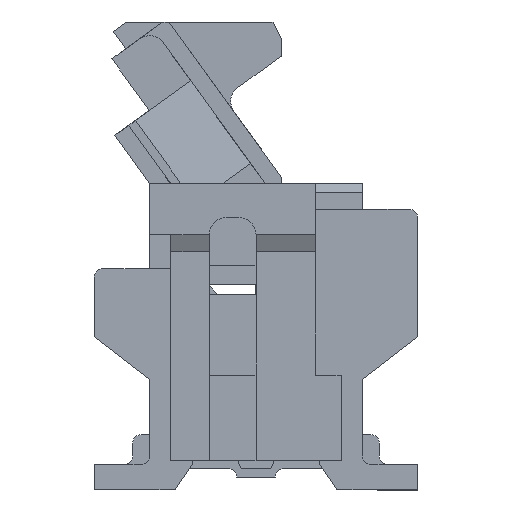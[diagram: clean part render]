
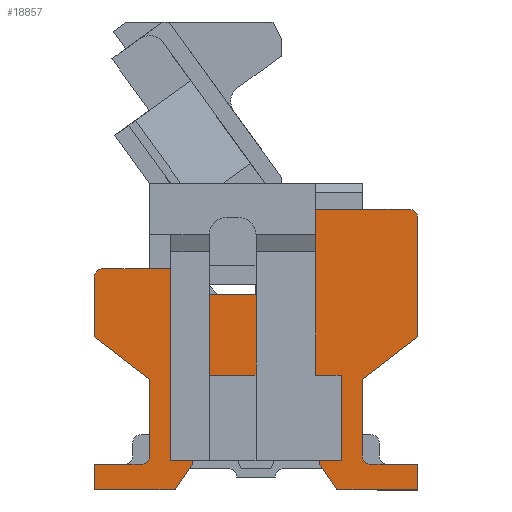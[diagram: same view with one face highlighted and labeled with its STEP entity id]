
A CAD part, left-side view. The second image highlights one B-rep face of the part: STEP entity #18857.
In plain terms, the highlighted face is planar.
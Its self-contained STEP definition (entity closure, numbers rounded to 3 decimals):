
#594=CIRCLE('',#20177,0.1);
#595=CIRCLE('',#20183,0.1);
#596=CIRCLE('',#20185,0.1);
#598=CIRCLE('',#20188,0.1);
#599=CIRCLE('',#20189,0.1);
#600=CIRCLE('',#20190,0.1);
#601=CIRCLE('',#20191,0.1);
#1849=FACE_OUTER_BOUND('',#2769,.T.);
#2769=EDGE_LOOP('',(#16543,#16544,#16545,#16546,#16547,#16548,#16549,#16550,
#16551,#16552,#16553,#16554,#16555,#16556,#16557,#16558,#16559,#16560,#16561,
#16562,#16563,#16564,#16565,#16566,#16567,#16568,#16569,#16570,#16571,#16572,
#16573,#16574,#16575));
#3811=LINE('',#27321,#6094);
#4705=LINE('',#29392,#6988);
#4978=LINE('',#30163,#7261);
#4980=LINE('',#30167,#7263);
#4982=LINE('',#30172,#7265);
#4985=LINE('',#30177,#7268);
#5028=LINE('',#30234,#7311);
#5033=LINE('',#30250,#7316);
#5034=LINE('',#30254,#7317);
#5035=LINE('',#30258,#7318);
#5036=LINE('',#30259,#7319);
#5037=LINE('',#30263,#7320);
#5038=LINE('',#30265,#7321);
#5039=LINE('',#30267,#7322);
#5040=LINE('',#30269,#7323);
#5041=LINE('',#30271,#7324);
#5042=LINE('',#30273,#7325);
#5043=LINE('',#30275,#7326);
#5044=LINE('',#30277,#7327);
#5045=LINE('',#30279,#7328);
#5046=LINE('',#30281,#7329);
#5047=LINE('',#30283,#7330);
#5048=LINE('',#30285,#7331);
#5049=LINE('',#30287,#7332);
#5050=LINE('',#30289,#7333);
#5051=LINE('',#30291,#7334);
#6094=VECTOR('',#21997,1.);
#6988=VECTOR('',#23799,1.);
#7261=VECTOR('',#24684,1.);
#7263=VECTOR('',#24688,1.);
#7265=VECTOR('',#24692,1.);
#7268=VECTOR('',#24697,1.);
#7311=VECTOR('',#24750,1.);
#7316=VECTOR('',#24769,1.);
#7317=VECTOR('',#24772,1.);
#7318=VECTOR('',#24775,1.);
#7319=VECTOR('',#24776,1.);
#7320=VECTOR('',#24779,1.);
#7321=VECTOR('',#24780,1.);
#7322=VECTOR('',#24781,1.);
#7323=VECTOR('',#24782,1.);
#7324=VECTOR('',#24783,1.);
#7325=VECTOR('',#24784,1.);
#7326=VECTOR('',#24785,1.);
#7327=VECTOR('',#24786,1.);
#7328=VECTOR('',#24787,1.);
#7329=VECTOR('',#24788,1.);
#7330=VECTOR('',#24789,1.);
#7331=VECTOR('',#24790,1.);
#7332=VECTOR('',#24791,1.);
#7333=VECTOR('',#24792,1.);
#7334=VECTOR('',#24793,1.);
#8250=VERTEX_POINT('',#27318);
#8251=VERTEX_POINT('',#27320);
#8971=VERTEX_POINT('',#29384);
#8974=VERTEX_POINT('',#29390);
#9166=VERTEX_POINT('',#30161);
#9167=VERTEX_POINT('',#30165);
#9168=VERTEX_POINT('',#30169);
#9169=VERTEX_POINT('',#30171);
#9170=VERTEX_POINT('',#30175);
#9178=VERTEX_POINT('',#30231);
#9179=VERTEX_POINT('',#30233);
#9182=VERTEX_POINT('',#30244);
#9183=VERTEX_POINT('',#30249);
#9184=VERTEX_POINT('',#30251);
#9185=VERTEX_POINT('',#30253);
#9186=VERTEX_POINT('',#30255);
#9187=VERTEX_POINT('',#30257);
#9188=VERTEX_POINT('',#30260);
#9189=VERTEX_POINT('',#30262);
#9190=VERTEX_POINT('',#30264);
#9191=VERTEX_POINT('',#30266);
#9192=VERTEX_POINT('',#30268);
#9193=VERTEX_POINT('',#30270);
#9194=VERTEX_POINT('',#30272);
#9195=VERTEX_POINT('',#30274);
#9196=VERTEX_POINT('',#30276);
#9197=VERTEX_POINT('',#30278);
#9198=VERTEX_POINT('',#30280);
#9199=VERTEX_POINT('',#30282);
#9200=VERTEX_POINT('',#30284);
#9201=VERTEX_POINT('',#30286);
#9202=VERTEX_POINT('',#30288);
#9203=VERTEX_POINT('',#30290);
#10271=EDGE_CURVE('',#8251,#8250,#3811,.T.);
#11317=EDGE_CURVE('',#8974,#8971,#4705,.T.);
#11712=EDGE_CURVE('',#8250,#9166,#4978,.T.);
#11714=EDGE_CURVE('',#9166,#9167,#4980,.T.);
#11716=EDGE_CURVE('',#9168,#9169,#4982,.T.);
#11719=EDGE_CURVE('',#9169,#9170,#4985,.T.);
#11720=EDGE_CURVE('',#9167,#9170,#594,.T.);
#11763=EDGE_CURVE('',#9178,#9179,#5028,.T.);
#11767=EDGE_CURVE('',#8971,#9168,#595,.T.);
#11769=EDGE_CURVE('',#9182,#8974,#596,.T.);
#11771=EDGE_CURVE('',#9182,#9183,#5033,.T.);
#11772=EDGE_CURVE('',#9183,#9184,#598,.T.);
#11773=EDGE_CURVE('',#9185,#9184,#5034,.T.);
#11774=EDGE_CURVE('',#9185,#9186,#599,.T.);
#11775=EDGE_CURVE('',#9187,#9186,#5035,.T.);
#11776=EDGE_CURVE('',#9179,#9187,#5036,.T.);
#11777=EDGE_CURVE('',#9178,#9188,#600,.T.);
#11778=EDGE_CURVE('',#9188,#9189,#5037,.T.);
#11779=EDGE_CURVE('',#9190,#9189,#5038,.T.);
#11780=EDGE_CURVE('',#9191,#9190,#5039,.T.);
#11781=EDGE_CURVE('',#9191,#9192,#5040,.T.);
#11782=EDGE_CURVE('',#9192,#9193,#5041,.T.);
#11783=EDGE_CURVE('',#9194,#9193,#5042,.T.);
#11784=EDGE_CURVE('',#9194,#9195,#5043,.T.);
#11785=EDGE_CURVE('',#9195,#9196,#5044,.T.);
#11786=EDGE_CURVE('',#9196,#9197,#5045,.T.);
#11787=EDGE_CURVE('',#9198,#9197,#5046,.T.);
#11788=EDGE_CURVE('',#9199,#9198,#5047,.T.);
#11789=EDGE_CURVE('',#9200,#9199,#5048,.T.);
#11790=EDGE_CURVE('',#9200,#9201,#5049,.T.);
#11791=EDGE_CURVE('',#9201,#9202,#5050,.T.);
#11792=EDGE_CURVE('',#9203,#9202,#5051,.T.);
#11793=EDGE_CURVE('',#8251,#9203,#601,.T.);
#16543=ORIENTED_EDGE('',*,*,#11712,.T.);
#16544=ORIENTED_EDGE('',*,*,#11714,.T.);
#16545=ORIENTED_EDGE('',*,*,#11720,.T.);
#16546=ORIENTED_EDGE('',*,*,#11719,.F.);
#16547=ORIENTED_EDGE('',*,*,#11716,.F.);
#16548=ORIENTED_EDGE('',*,*,#11767,.F.);
#16549=ORIENTED_EDGE('',*,*,#11317,.F.);
#16550=ORIENTED_EDGE('',*,*,#11769,.F.);
#16551=ORIENTED_EDGE('',*,*,#11771,.T.);
#16552=ORIENTED_EDGE('',*,*,#11772,.T.);
#16553=ORIENTED_EDGE('',*,*,#11773,.F.);
#16554=ORIENTED_EDGE('',*,*,#11774,.T.);
#16555=ORIENTED_EDGE('',*,*,#11775,.F.);
#16556=ORIENTED_EDGE('',*,*,#11776,.F.);
#16557=ORIENTED_EDGE('',*,*,#11763,.F.);
#16558=ORIENTED_EDGE('',*,*,#11777,.T.);
#16559=ORIENTED_EDGE('',*,*,#11778,.T.);
#16560=ORIENTED_EDGE('',*,*,#11779,.F.);
#16561=ORIENTED_EDGE('',*,*,#11780,.F.);
#16562=ORIENTED_EDGE('',*,*,#11781,.T.);
#16563=ORIENTED_EDGE('',*,*,#11782,.T.);
#16564=ORIENTED_EDGE('',*,*,#11783,.F.);
#16565=ORIENTED_EDGE('',*,*,#11784,.T.);
#16566=ORIENTED_EDGE('',*,*,#11785,.T.);
#16567=ORIENTED_EDGE('',*,*,#11786,.T.);
#16568=ORIENTED_EDGE('',*,*,#11787,.F.);
#16569=ORIENTED_EDGE('',*,*,#11788,.F.);
#16570=ORIENTED_EDGE('',*,*,#11789,.F.);
#16571=ORIENTED_EDGE('',*,*,#11790,.T.);
#16572=ORIENTED_EDGE('',*,*,#11791,.T.);
#16573=ORIENTED_EDGE('',*,*,#11792,.F.);
#16574=ORIENTED_EDGE('',*,*,#11793,.F.);
#16575=ORIENTED_EDGE('',*,*,#10271,.T.);
#17975=PLANE('',#20187);
#18857=ADVANCED_FACE('',(#1849),#17975,.T.);
#20177=AXIS2_PLACEMENT_3D('',#30179,#24700,#24701);
#20183=AXIS2_PLACEMENT_3D('',#30241,#24758,#24759);
#20185=AXIS2_PLACEMENT_3D('',#30246,#24763,#24764);
#20187=AXIS2_PLACEMENT_3D('',#30248,#24767,#24768);
#20188=AXIS2_PLACEMENT_3D('',#30252,#24770,#24771);
#20189=AXIS2_PLACEMENT_3D('',#30256,#24773,#24774);
#20190=AXIS2_PLACEMENT_3D('',#30261,#24777,#24778);
#20191=AXIS2_PLACEMENT_3D('',#30292,#24794,#24795);
#21997=DIRECTION('',(0.,1.,0.));
#23799=DIRECTION('',(-1.,0.,0.));
#24684=DIRECTION('',(-0.793,0.61,0.));
#24688=DIRECTION('',(0.,1.,0.));
#24692=DIRECTION('',(0.,1.,0.));
#24697=DIRECTION('',(-1.,0.,0.));
#24700=DIRECTION('center_axis',(0.,0.,-1.));
#24701=DIRECTION('ref_axis',(-1.,0.,0.));
#24750=DIRECTION('',(0.,1.,0.));
#24758=DIRECTION('center_axis',(0.,0.,-1.));
#24759=DIRECTION('ref_axis',(-1.,0.,0.));
#24763=DIRECTION('center_axis',(0.,0.,-1.));
#24764=DIRECTION('ref_axis',(-1.,0.,0.));
#24767=DIRECTION('center_axis',(0.,0.,-1.));
#24768=DIRECTION('ref_axis',(-1.,0.,0.));
#24769=DIRECTION('',(0.,1.,0.));
#24770=DIRECTION('center_axis',(0.,0.,-1.));
#24771=DIRECTION('ref_axis',(-1.,0.,0.));
#24772=DIRECTION('',(-1.,0.,0.));
#24773=DIRECTION('center_axis',(0.,0.,-1.));
#24774=DIRECTION('ref_axis',(-1.,0.,0.));
#24775=DIRECTION('',(0.,1.,0.));
#24776=DIRECTION('',(0.793,0.61,0.));
#24777=DIRECTION('center_axis',(0.,0.,1.));
#24778=DIRECTION('ref_axis',(1.,0.,0.));
#24779=DIRECTION('',(1.,0.,0.));
#24780=DIRECTION('',(0.,1.,0.));
#24781=DIRECTION('',(1.,0.,0.));
#24782=DIRECTION('',(-0.555,0.832,0.));
#24783=DIRECTION('',(0.,1.,0.));
#24784=DIRECTION('',(-1.,0.,0.));
#24785=DIRECTION('',(0.,1.,0.));
#24786=DIRECTION('',(-1.,0.,0.));
#24787=DIRECTION('',(0.,-1.,0.));
#24788=DIRECTION('',(-1.,0.,0.));
#24789=DIRECTION('',(0.,1.,0.));
#24790=DIRECTION('',(0.555,0.832,0.));
#24791=DIRECTION('',(-1.,0.,0.));
#24792=DIRECTION('',(0.,1.,0.));
#24793=DIRECTION('',(-1.,0.,0.));
#24794=DIRECTION('center_axis',(0.,0.,-1.));
#24795=DIRECTION('ref_axis',(-1.,0.,0.));
#27318=CARTESIAN_POINT('',(-2.25,0.65,-9.71));
#27320=CARTESIAN_POINT('',(-2.25,-0.25,-9.71));
#27321=CARTESIAN_POINT('',(-2.25,-0.3,-9.71));
#29384=CARTESIAN_POINT('',(-1.35,1.65,-9.71));
#29390=CARTESIAN_POINT('',(-0.3,1.65,-9.71));
#29392=CARTESIAN_POINT('',(-0.3,1.65,-9.71));
#30161=CARTESIAN_POINT('',(-2.9,1.15,-9.71));
#30163=CARTESIAN_POINT('',(-2.25,0.65,-9.71));
#30165=CARTESIAN_POINT('',(-2.9,2.55,-9.71));
#30167=CARTESIAN_POINT('',(-2.9,-0.3,-9.71));
#30169=CARTESIAN_POINT('',(-1.45,1.75,-9.71));
#30171=CARTESIAN_POINT('',(-1.45,2.65,-9.71));
#30172=CARTESIAN_POINT('',(-1.45,-0.3,-9.71));
#30175=CARTESIAN_POINT('',(-2.8,2.65,-9.71));
#30177=CARTESIAN_POINT('',(-0.3,2.65,-9.71));
#30179=CARTESIAN_POINT('Origin',(-2.8,2.55,-9.71));
#30231=CARTESIAN_POINT('',(0.25,-0.25,-9.71));
#30233=CARTESIAN_POINT('',(0.25,0.65,-9.71));
#30234=CARTESIAN_POINT('',(0.25,-0.3,-9.71));
#30241=CARTESIAN_POINT('Origin',(-1.35,1.75,-9.71));
#30244=CARTESIAN_POINT('',(-0.2,1.75,-9.71));
#30246=CARTESIAN_POINT('Origin',(-0.3,1.75,-9.71));
#30248=CARTESIAN_POINT('Origin',(0.48,1.508,-9.71));
#30249=CARTESIAN_POINT('',(-0.2,1.85,-9.71));
#30250=CARTESIAN_POINT('',(-0.2,-0.3,-9.71));
#30251=CARTESIAN_POINT('',(-0.1,1.95,-9.71));
#30252=CARTESIAN_POINT('Origin',(-0.1,1.85,-9.71));
#30253=CARTESIAN_POINT('',(0.8,1.95,-9.71));
#30254=CARTESIAN_POINT('',(-0.3,1.95,-9.71));
#30255=CARTESIAN_POINT('',(0.9,1.85,-9.71));
#30256=CARTESIAN_POINT('Origin',(0.8,1.85,-9.71));
#30257=CARTESIAN_POINT('',(0.9,1.15,-9.71));
#30258=CARTESIAN_POINT('',(0.9,-0.3,-9.71));
#30259=CARTESIAN_POINT('',(0.25,0.65,-9.71));
#30260=CARTESIAN_POINT('',(0.35,-0.35,-9.71));
#30261=CARTESIAN_POINT('Origin',(0.35,-0.25,-9.71));
#30262=CARTESIAN_POINT('',(0.9,-0.35,-9.71));
#30263=CARTESIAN_POINT('',(-1.7,-0.35,-9.71));
#30264=CARTESIAN_POINT('',(0.9,-0.65,-9.71));
#30265=CARTESIAN_POINT('',(0.9,-0.3,-9.71));
#30266=CARTESIAN_POINT('',(-0.05,-0.65,-9.71));
#30267=CARTESIAN_POINT('',(-1.7,-0.65,-9.71));
#30268=CARTESIAN_POINT('',(-0.25,-0.35,-9.71));
#30269=CARTESIAN_POINT('',(-0.05,-0.65,-9.71));
#30270=CARTESIAN_POINT('',(-0.25,-0.3,-9.71));
#30271=CARTESIAN_POINT('',(-0.25,-0.3,-9.71));
#30272=CARTESIAN_POINT('',(0.,-0.3,-9.71));
#30273=CARTESIAN_POINT('',(-1.634,-0.3,-9.71));
#30274=CARTESIAN_POINT('',(0.,0.7,-9.71));
#30275=CARTESIAN_POINT('',(0.,0.354,-9.71));
#30276=CARTESIAN_POINT('',(-2.,0.7,-9.71));
#30277=CARTESIAN_POINT('',(-1.634,0.7,-9.71));
#30278=CARTESIAN_POINT('',(-2.,-0.3,-9.71));
#30279=CARTESIAN_POINT('',(-2.,0.354,-9.71));
#30280=CARTESIAN_POINT('',(-1.75,-0.3,-9.71));
#30281=CARTESIAN_POINT('',(-1.634,-0.3,-9.71));
#30282=CARTESIAN_POINT('',(-1.75,-0.35,-9.71));
#30283=CARTESIAN_POINT('',(-1.75,-0.3,-9.71));
#30284=CARTESIAN_POINT('',(-1.95,-0.65,-9.71));
#30285=CARTESIAN_POINT('',(-1.95,-0.65,-9.71));
#30286=CARTESIAN_POINT('',(-2.9,-0.65,-9.71));
#30287=CARTESIAN_POINT('',(-0.3,-0.65,-9.71));
#30288=CARTESIAN_POINT('',(-2.9,-0.35,-9.71));
#30289=CARTESIAN_POINT('',(-2.9,-0.3,-9.71));
#30290=CARTESIAN_POINT('',(-2.35,-0.35,-9.71));
#30291=CARTESIAN_POINT('',(-0.3,-0.35,-9.71));
#30292=CARTESIAN_POINT('Origin',(-2.35,-0.25,-9.71));
